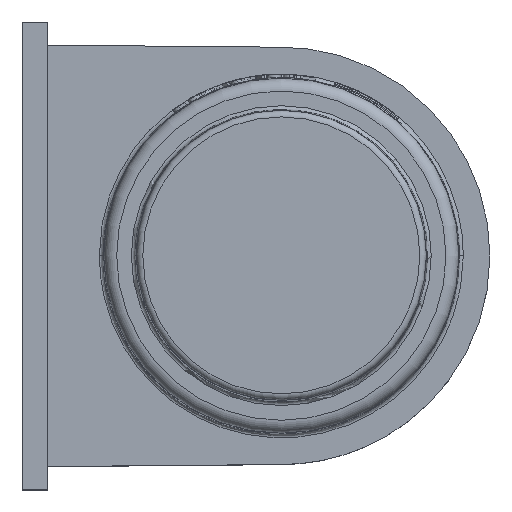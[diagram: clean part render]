
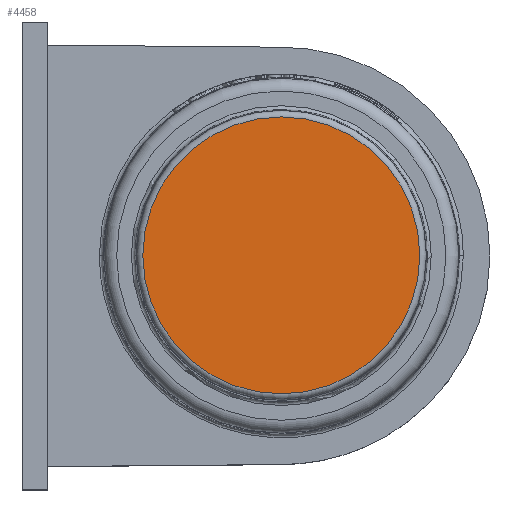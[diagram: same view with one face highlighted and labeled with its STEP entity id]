
A CAD part, top view. The second image highlights one B-rep face of the part: STEP entity #4458.
In plain terms, the highlighted planar face has unit normal (0, 0, 1).
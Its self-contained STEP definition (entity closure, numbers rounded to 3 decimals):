
#4458=ADVANCED_FACE('',(#25973),#25975,.F.);
#25973=FACE_BOUND('',#25974,.T.);
#25974=EDGE_LOOP('',(#28141));
#25975=PLANE('',#25976);
#25976=AXIS2_PLACEMENT_3D('',#25977,#25978,#25979);
#25977=CARTESIAN_POINT('',(0.,0.,29.));
#25978=DIRECTION('',(0.,0.,-1.));
#25979=DIRECTION('',(0.,-1.,0.));
#28141=ORIENTED_EDGE('',*,*,#29220,.F.);
#29220=EDGE_CURVE('',#30940,#30940,#30941,.T.);
#30940=VERTEX_POINT('',#43237);
#30941=CIRCLE('',#43238,10.951);
#43237=CARTESIAN_POINT('',(10.951,0.,29.));
#43238=AXIS2_PLACEMENT_3D('',#43239,#43240,#43241);
#43239=CARTESIAN_POINT('',(0.,0.,29.));
#43240=DIRECTION('',(0.,0.,-1.));
#43241=DIRECTION('',(-1.,-0.,0.));
